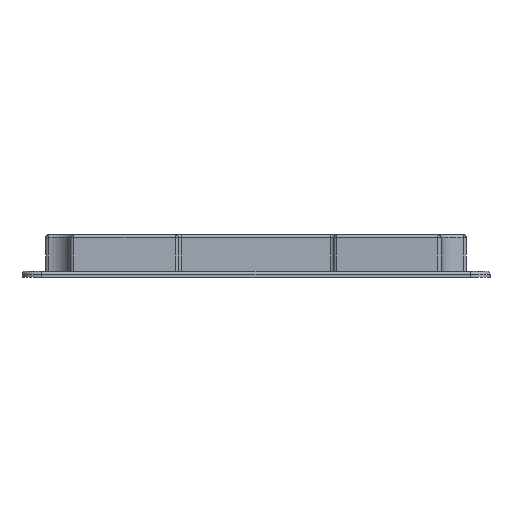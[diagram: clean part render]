
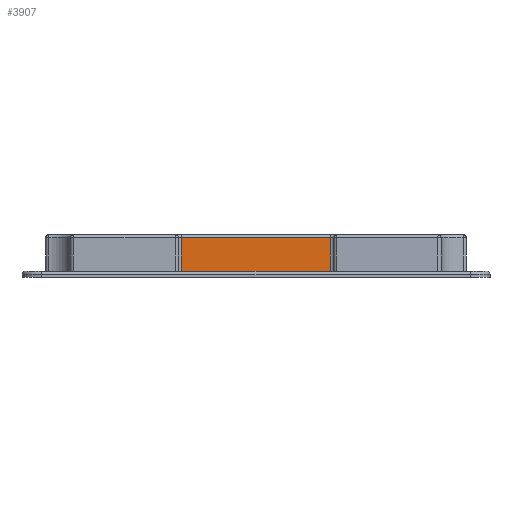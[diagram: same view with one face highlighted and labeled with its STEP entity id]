
A CAD part, left-side view. The second image highlights one B-rep face of the part: STEP entity #3907.
In plain terms, the highlighted planar face has unit normal (-1, 0, 0).
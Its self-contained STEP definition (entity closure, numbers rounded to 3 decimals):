
#354=PLANE('',#4304);
#553=FACE_OUTER_BOUND('',#789,.T.);
#789=EDGE_LOOP('',(#3439,#3440,#3441,#3442));
#891=LINE('',#5723,#1279);
#971=LINE('',#6038,#1359);
#1199=LINE('',#6566,#1587);
#1200=LINE('',#6568,#1588);
#1279=VECTOR('',#4531,10.);
#1359=VECTOR('',#4851,10.);
#1587=VECTOR('',#5411,10.);
#1588=VECTOR('',#5414,10.);
#1705=VERTEX_POINT('',#5720);
#1706=VERTEX_POINT('',#5722);
#1820=VERTEX_POINT('',#6032);
#1821=VERTEX_POINT('',#6036);
#2067=EDGE_CURVE('',#1705,#1706,#891,.T.);
#2225=EDGE_CURVE('',#1820,#1821,#971,.T.);
#2489=EDGE_CURVE('',#1705,#1821,#1199,.T.);
#2490=EDGE_CURVE('',#1706,#1820,#1200,.T.);
#3439=ORIENTED_EDGE('',*,*,#2225,.F.);
#3440=ORIENTED_EDGE('',*,*,#2490,.F.);
#3441=ORIENTED_EDGE('',*,*,#2067,.F.);
#3442=ORIENTED_EDGE('',*,*,#2489,.T.);
#3907=ADVANCED_FACE('',(#553),#354,.T.);
#4304=AXIS2_PLACEMENT_3D('',#6567,#5412,#5413);
#4531=DIRECTION('',(0.,1.,0.));
#4851=DIRECTION('',(0.,-1.,0.));
#5411=DIRECTION('',(0.,0.,1.));
#5412=DIRECTION('center_axis',(-1.,0.,0.));
#5413=DIRECTION('ref_axis',(0.,-1.,0.));
#5414=DIRECTION('',(0.,0.,1.));
#5720=CARTESIAN_POINT('',(18.999,50.379,49.));
#5722=CARTESIAN_POINT('',(18.999,99.519,49.));
#5723=CARTESIAN_POINT('',(18.999,50.379,49.));
#6032=CARTESIAN_POINT('',(18.999,99.519,60.));
#6036=CARTESIAN_POINT('',(18.999,50.379,60.));
#6038=CARTESIAN_POINT('',(18.999,87.258,60.));
#6566=CARTESIAN_POINT('',(18.999,50.379,47.));
#6567=CARTESIAN_POINT('Origin',(18.999,99.519,47.));
#6568=CARTESIAN_POINT('',(18.999,99.519,47.));
